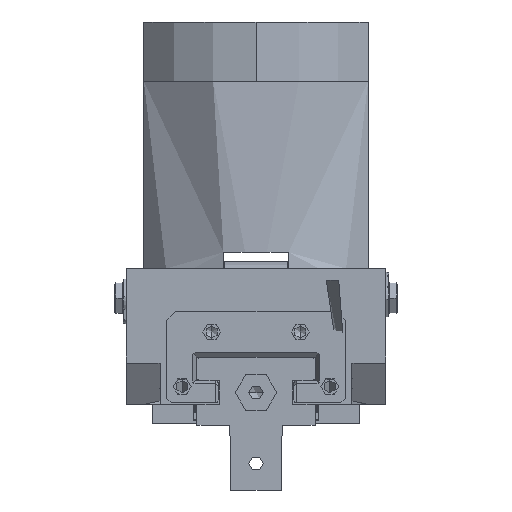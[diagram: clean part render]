
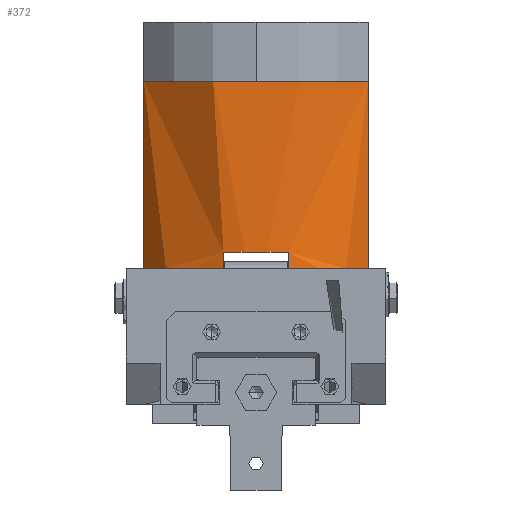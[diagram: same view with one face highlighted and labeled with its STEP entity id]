
A CAD part, left-side view. The second image highlights one B-rep face of the part: STEP entity #372.
In plain terms, the highlighted cylindrical face has radius 47 mm (diameter 94 mm), a partial arc.
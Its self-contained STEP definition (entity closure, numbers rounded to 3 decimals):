
#372 = ADVANCED_FACE ( 'NONE', ( #7662 ), #7669, .T. ) ;
#2716 = VERTEX_POINT ( 'NONE', #17843 ) ;
#2733 = VERTEX_POINT ( 'NONE', #8922 ) ;
#2738 = VERTEX_POINT ( 'NONE', #8974 ) ;
#2739 = VERTEX_POINT ( 'NONE', #8978 ) ;
#2741 = VERTEX_POINT ( 'NONE', #8991 ) ;
#2742 = VERTEX_POINT ( 'NONE', #8996 ) ;
#2745 = VERTEX_POINT ( 'NONE', #9002 ) ;
#2747 = VERTEX_POINT ( 'NONE', #9015 ) ;
#3105 = ORIENTED_EDGE ( 'NONE', *, *, #4535, .F. ) ;
#3106 = ORIENTED_EDGE ( 'NONE', *, *, #4532, .F. ) ;
#3107 = ORIENTED_EDGE ( 'NONE', *, *, #4561, .T. ) ;
#3108 = ORIENTED_EDGE ( 'NONE', *, *, #4528, .F. ) ;
#3109 = ORIENTED_EDGE ( 'NONE', *, *, #4583, .T. ) ;
#3110 = ORIENTED_EDGE ( 'NONE', *, *, #4582, .F. ) ;
#3111 = ORIENTED_EDGE ( 'NONE', *, *, #4544, .T. ) ;
#3112 = ORIENTED_EDGE ( 'NONE', *, *, #4546, .T. ) ;
#4159 = EDGE_LOOP ( 'NONE', ( #3105, #3106, #3107, #3108, #3109, #3110, #3111, #3112 ) ) ;
#4528 = EDGE_CURVE ( 'NONE', #2742, #2745, #9687, .T. ) ;
#4532 = EDGE_CURVE ( 'NONE', #2739, #2741, #9693, .T. ) ;
#4535 = EDGE_CURVE ( 'NONE', #2741, #2733, #9695, .T. ) ;
#4544 = EDGE_CURVE ( 'NONE', #2738, #2716, #9712, .T. ) ;
#4546 = EDGE_CURVE ( 'NONE', #2716, #2733, #9717, .T. ) ;
#4561 = EDGE_CURVE ( 'NONE', #2739, #2745, #9742, .T. ) ;
#4582 = EDGE_CURVE ( 'NONE', #2738, #2747, #9776, .T. ) ;
#4583 = EDGE_CURVE ( 'NONE', #2742, #2747, #9777, .T. ) ;
#6705 = DIRECTION ( 'NONE',  ( 1., 0., 0. ) ) ;
#6711 = DIRECTION ( 'NONE',  ( 0., 0., 1. ) ) ;
#6841 = DIRECTION ( 'NONE',  ( 0., 0., -1. ) ) ;
#6928 = CARTESIAN_POINT ( 'NONE',  ( -38., 27.659, 84.5 ) ) ;
#7007 = DIRECTION ( 'NONE',  ( 1., 0., 0. ) ) ;
#7075 = CARTESIAN_POINT ( 'NONE',  ( -11., 45.695, 84.5 ) ) ;
#7408 = DIRECTION ( 'NONE',  ( 0., 0., -1. ) ) ;
#7443 = CARTESIAN_POINT ( 'NONE',  ( 0., 0., 0. ) ) ;
#7577 = DIRECTION ( 'NONE',  ( 1., 0., 0. ) ) ;
#7579 = DIRECTION ( 'NONE',  ( 0., 0., 1. ) ) ;
#7581 = CARTESIAN_POINT ( 'NONE',  ( 0., 0., 63.5 ) ) ;
#7583 = CARTESIAN_POINT ( 'NONE',  ( 11., 45.695, 84.5 ) ) ;
#7589 = DIRECTION ( 'NONE',  ( 0., 0., 1. ) ) ;
#7662 = FACE_OUTER_BOUND ( 'NONE', #4159, .T. ) ;
#7669 = CYLINDRICAL_SURFACE ( 'NONE', #8339, 47. ) ;
#7836 = DIRECTION ( 'NONE',  ( 0., 0., 1. ) ) ;
#7840 = DIRECTION ( 'NONE',  ( 0., 0., 1. ) ) ;
#7883 = CARTESIAN_POINT ( 'NONE',  ( 0., 0., 63.5 ) ) ;
#7901 = DIRECTION ( 'NONE',  ( 1., 0., 0. ) ) ;
#7924 = DIRECTION ( 'NONE',  ( 0., 0., -1. ) ) ;
#7938 = CARTESIAN_POINT ( 'NONE',  ( 38., 27.659, 84.5 ) ) ;
#7970 = CARTESIAN_POINT ( 'NONE',  ( 0., 0., 58. ) ) ;
#8339 = AXIS2_PLACEMENT_3D ( 'NONE', #19089, #19005, #18999 ) ;
#8662 = AXIS2_PLACEMENT_3D ( 'NONE', #7970, #7840, #7901 ) ;
#8665 = AXIS2_PLACEMENT_3D ( 'NONE', #7883, #7836, #7007 ) ;
#8667 = AXIS2_PLACEMENT_3D ( 'NONE', #7443, #6711, #6705 ) ;
#8681 = AXIS2_PLACEMENT_3D ( 'NONE', #7581, #7579, #7577 ) ;
#8922 = CARTESIAN_POINT ( 'NONE',  ( -38., 27.659, 0. ) ) ;
#8974 = CARTESIAN_POINT ( 'NONE',  ( 38., 27.659, 63.5 ) ) ;
#8978 = CARTESIAN_POINT ( 'NONE',  ( -11., 45.695, 63.5 ) ) ;
#8991 = CARTESIAN_POINT ( 'NONE',  ( -38., 27.659, 63.5 ) ) ;
#8996 = CARTESIAN_POINT ( 'NONE',  ( 11., 45.695, 58. ) ) ;
#9002 = CARTESIAN_POINT ( 'NONE',  ( -11., 45.695, 58. ) ) ;
#9015 = CARTESIAN_POINT ( 'NONE',  ( 11., 45.695, 63.5 ) ) ;
#9687 = CIRCLE ( 'NONE', #8662, 47. ) ;
#9693 = CIRCLE ( 'NONE', #8665, 47. ) ;
#9695 = LINE ( 'NONE', #6928, #9701 ) ;
#9701 = VECTOR ( 'NONE', #7924, 1000. ) ;
#9712 = LINE ( 'NONE', #7938, #9718 ) ;
#9717 = CIRCLE ( 'NONE', #8667, 47. ) ;
#9718 = VECTOR ( 'NONE', #6841, 1000. ) ;
#9742 = LINE ( 'NONE', #7075, #9746 ) ;
#9746 = VECTOR ( 'NONE', #7408, 1000. ) ;
#9776 = CIRCLE ( 'NONE', #8681, 47. ) ;
#9777 = LINE ( 'NONE', #7583, #9781 ) ;
#9781 = VECTOR ( 'NONE', #7589, 1000. ) ;
